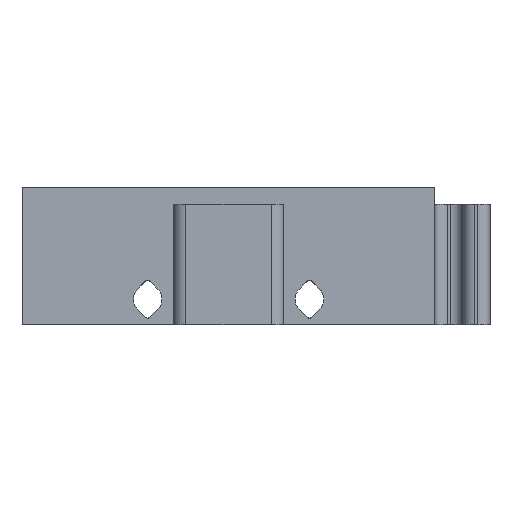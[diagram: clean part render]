
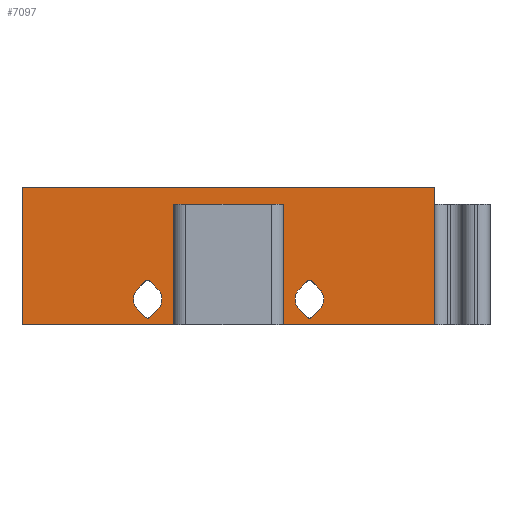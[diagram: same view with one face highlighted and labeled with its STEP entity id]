
A CAD part, left-side view. The second image highlights one B-rep face of the part: STEP entity #7097.
In plain terms, the highlighted planar face has unit normal (-1, 0, 0).
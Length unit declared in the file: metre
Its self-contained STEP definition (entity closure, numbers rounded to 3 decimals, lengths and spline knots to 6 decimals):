
#136=CIRCLE('',#7565,0.0004);
#146=CIRCLE('',#7591,0.002075);
#147=CIRCLE('',#7592,0.0004);
#148=CIRCLE('',#7593,0.002075);
#149=CIRCLE('',#7594,0.0004);
#150=CIRCLE('',#7595,0.002075);
#151=CIRCLE('',#7596,0.002075);
#152=CIRCLE('',#7597,0.0004);
#1291=ORIENTED_EDGE('',*,*,#3270,.F.);
#1292=ORIENTED_EDGE('',*,*,#3271,.T.);
#1293=ORIENTED_EDGE('',*,*,#3272,.F.);
#1294=ORIENTED_EDGE('',*,*,#3273,.T.);
#1295=ORIENTED_EDGE('',*,*,#3274,.T.);
#1296=ORIENTED_EDGE('',*,*,#3275,.T.);
#1297=ORIENTED_EDGE('',*,*,#3276,.T.);
#1298=ORIENTED_EDGE('',*,*,#3277,.T.);
#1299=ORIENTED_EDGE('',*,*,#3278,.T.);
#1300=ORIENTED_EDGE('',*,*,#2841,.F.);
#1301=ORIENTED_EDGE('',*,*,#3279,.T.);
#1302=ORIENTED_EDGE('',*,*,#3076,.T.);
#1303=ORIENTED_EDGE('',*,*,#3280,.F.);
#1304=ORIENTED_EDGE('',*,*,#3281,.F.);
#1305=ORIENTED_EDGE('',*,*,#3282,.T.);
#1306=ORIENTED_EDGE('',*,*,#3060,.T.);
#1307=ORIENTED_EDGE('',*,*,#3283,.F.);
#1308=ORIENTED_EDGE('',*,*,#3284,.T.);
#1309=ORIENTED_EDGE('',*,*,#3236,.F.);
#1310=ORIENTED_EDGE('',*,*,#3285,.F.);
#1311=ORIENTED_EDGE('',*,*,#3286,.F.);
#1312=ORIENTED_EDGE('',*,*,#3287,.F.);
#1313=ORIENTED_EDGE('',*,*,#3288,.F.);
#1314=ORIENTED_EDGE('',*,*,#3289,.T.);
#2841=EDGE_CURVE('',#3882,#3883,#4585,.F.);
#3060=EDGE_CURVE('',#4086,#4085,#4737,.F.);
#3076=EDGE_CURVE('',#4034,#4101,#4745,.F.);
#3236=EDGE_CURVE('',#4229,#4230,#136,.F.);
#3270=EDGE_CURVE('',#4255,#4256,#4872,.T.);
#3271=EDGE_CURVE('',#4255,#4257,#146,.T.);
#3272=EDGE_CURVE('',#4258,#4257,#4873,.T.);
#3273=EDGE_CURVE('',#4258,#4259,#147,.T.);
#3274=EDGE_CURVE('',#4259,#4260,#4874,.T.);
#3275=EDGE_CURVE('',#4260,#4261,#148,.T.);
#3276=EDGE_CURVE('',#4261,#4262,#4875,.T.);
#3277=EDGE_CURVE('',#4262,#4256,#149,.T.);
#3278=EDGE_CURVE('',#4085,#3883,#4876,.T.);
#3279=EDGE_CURVE('',#3882,#4034,#4877,.T.);
#3280=EDGE_CURVE('',#4263,#4101,#4878,.T.);
#3281=EDGE_CURVE('',#4264,#4263,#4879,.T.);
#3282=EDGE_CURVE('',#4264,#4086,#4880,.F.);
#3283=EDGE_CURVE('',#4265,#4266,#150,.F.);
#3284=EDGE_CURVE('',#4265,#4230,#4881,.T.);
#3285=EDGE_CURVE('',#4267,#4229,#4882,.T.);
#3286=EDGE_CURVE('',#4268,#4267,#151,.F.);
#3287=EDGE_CURVE('',#4269,#4268,#4883,.T.);
#3288=EDGE_CURVE('',#4270,#4269,#152,.F.);
#3289=EDGE_CURVE('',#4270,#4266,#4884,.T.);
#3882=VERTEX_POINT('',#10301);
#3883=VERTEX_POINT('',#10302);
#4034=VERTEX_POINT('',#10700);
#4085=VERTEX_POINT('',#10801);
#4086=VERTEX_POINT('',#10803);
#4101=VERTEX_POINT('',#10833);
#4229=VERTEX_POINT('',#11156);
#4230=VERTEX_POINT('',#11158);
#4255=VERTEX_POINT('',#11226);
#4256=VERTEX_POINT('',#11227);
#4257=VERTEX_POINT('',#11229);
#4258=VERTEX_POINT('',#11231);
#4259=VERTEX_POINT('',#11233);
#4260=VERTEX_POINT('',#11235);
#4261=VERTEX_POINT('',#11237);
#4262=VERTEX_POINT('',#11239);
#4263=VERTEX_POINT('',#11244);
#4264=VERTEX_POINT('',#11246);
#4265=VERTEX_POINT('',#11249);
#4266=VERTEX_POINT('',#11250);
#4267=VERTEX_POINT('',#11253);
#4268=VERTEX_POINT('',#11255);
#4269=VERTEX_POINT('',#11257);
#4270=VERTEX_POINT('',#11259);
#4585=LINE('',#10300,#5319);
#4737=LINE('',#10802,#5471);
#4745=LINE('',#10834,#5479);
#4872=LINE('',#11225,#5606);
#4873=LINE('',#11230,#5607);
#4874=LINE('',#11234,#5608);
#4875=LINE('',#11238,#5609);
#4876=LINE('',#11241,#5610);
#4877=LINE('',#11242,#5611);
#4878=LINE('',#11243,#5612);
#4879=LINE('',#11245,#5613);
#4880=LINE('',#11247,#5614);
#4881=LINE('',#11251,#5615);
#4882=LINE('',#11252,#5616);
#4883=LINE('',#11256,#5617);
#4884=LINE('',#11260,#5618);
#5319=VECTOR('',#8036,1.);
#5471=VECTOR('',#8334,1.);
#5479=VECTOR('',#8358,1.);
#5606=VECTOR('',#8707,1.);
#5607=VECTOR('',#8710,1.);
#5608=VECTOR('',#8713,1.);
#5609=VECTOR('',#8716,1.);
#5610=VECTOR('',#8719,1.);
#5611=VECTOR('',#8720,1.);
#5612=VECTOR('',#8721,1.);
#5613=VECTOR('',#8722,1.);
#5614=VECTOR('',#8723,1.);
#5615=VECTOR('',#8726,1.);
#5616=VECTOR('',#8727,1.);
#5617=VECTOR('',#8730,1.);
#5618=VECTOR('',#8733,1.);
#6112=EDGE_LOOP('',(#1291,#1292,#1293,#1294,#1295,#1296,#1297,#1298));
#6113=EDGE_LOOP('',(#1299,#1300,#1301,#1302,#1303,#1304,#1305,#1306));
#6114=EDGE_LOOP('',(#1307,#1308,#1309,#1310,#1311,#1312,#1313,#1314));
#6508=FACE_BOUND('',#6112,.T.);
#6509=FACE_BOUND('',#6113,.T.);
#6510=FACE_BOUND('',#6114,.T.);
#6830=PLANE('',#7590);
#7097=ADVANCED_FACE('',(#6508,#6509,#6510),#6830,.F.);
#7565=AXIS2_PLACEMENT_3D('',#11157,#8638,#8639);
#7590=AXIS2_PLACEMENT_3D('',#11224,#8705,#8706);
#7591=AXIS2_PLACEMENT_3D('',#11228,#8708,#8709);
#7592=AXIS2_PLACEMENT_3D('',#11232,#8711,#8712);
#7593=AXIS2_PLACEMENT_3D('',#11236,#8714,#8715);
#7594=AXIS2_PLACEMENT_3D('',#11240,#8717,#8718);
#7595=AXIS2_PLACEMENT_3D('',#11248,#8724,#8725);
#7596=AXIS2_PLACEMENT_3D('',#11254,#8728,#8729);
#7597=AXIS2_PLACEMENT_3D('',#11258,#8731,#8732);
#8036=DIRECTION('',(0.,1.,0.));
#8334=DIRECTION('',(0.,1.,0.));
#8358=DIRECTION('',(0.,1.,0.));
#8638=DIRECTION('',(1.,0.,0.));
#8639=DIRECTION('',(0.,1.,0.));
#8705=DIRECTION('',(1.,0.,0.));
#8706=DIRECTION('',(0.,1.,0.));
#8707=DIRECTION('',(0.,-0.707,-0.707));
#8708=DIRECTION('',(1.,0.,0.));
#8709=DIRECTION('',(0.,1.,0.));
#8710=DIRECTION('',(0.,0.707,-0.707));
#8711=DIRECTION('',(1.,0.,0.));
#8712=DIRECTION('',(0.,1.,0.));
#8713=DIRECTION('',(0.,-0.707,-0.707));
#8714=DIRECTION('',(1.,0.,0.));
#8715=DIRECTION('',(0.,1.,0.));
#8716=DIRECTION('',(0.,0.707,-0.707));
#8717=DIRECTION('',(1.,0.,0.));
#8718=DIRECTION('',(0.,1.,0.));
#8719=DIRECTION('',(0.,0.,1.));
#8720=DIRECTION('',(0.,0.,-1.));
#8721=DIRECTION('',(0.,0.,-1.));
#8722=DIRECTION('',(0.,1.,0.));
#8723=DIRECTION('',(0.,0.,1.));
#8724=DIRECTION('',(1.,0.,0.));
#8725=DIRECTION('',(0.,1.,0.));
#8726=DIRECTION('',(0.,0.707,-0.707));
#8727=DIRECTION('',(0.,-0.707,-0.707));
#8728=DIRECTION('',(1.,0.,0.));
#8729=DIRECTION('',(0.,1.,0.));
#8730=DIRECTION('',(0.,0.707,-0.707));
#8731=DIRECTION('',(1.,0.,0.));
#8732=DIRECTION('',(0.,1.,0.));
#8733=DIRECTION('',(0.,-0.707,-0.707));
#10300=CARTESIAN_POINT('',(1.410025,1.542111,0.38));
#10301=CARTESIAN_POINT('',(1.410025,1.65,0.38));
#10302=CARTESIAN_POINT('',(1.410025,1.590025,0.38));
#10700=CARTESIAN_POINT('',(1.410025,1.65,0.36));
#10801=CARTESIAN_POINT('',(1.410025,1.590025,0.36));
#10802=CARTESIAN_POINT('',(1.410025,1.542111,0.36));
#10803=CARTESIAN_POINT('',(1.410025,1.614222,0.36));
#10833=CARTESIAN_POINT('',(1.410025,1.625778,0.36));
#10834=CARTESIAN_POINT('',(1.410025,1.662111,0.36));
#11156=CARTESIAN_POINT('',(1.410025,1.608549,0.361082));
#11157=CARTESIAN_POINT('',(1.410025,1.608267,0.361365));
#11158=CARTESIAN_POINT('',(1.410025,1.607984,0.361082));
#11224=CARTESIAN_POINT('',(1.410025,1.542111,0.38));
#11225=CARTESIAN_POINT('',(1.410025,1.596523,0.325588));
#11226=CARTESIAN_POINT('',(1.410025,1.633201,0.362266));
#11227=CARTESIAN_POINT('',(1.410025,1.632016,0.361082));
#11228=CARTESIAN_POINT('',(1.410025,1.631733,0.363733));
#11229=CARTESIAN_POINT('',(1.410025,1.633201,0.365201));
#11230=CARTESIAN_POINT('',(1.410025,1.580256,0.418145));
#11231=CARTESIAN_POINT('',(1.410025,1.632016,0.366385));
#11232=CARTESIAN_POINT('',(1.410025,1.631733,0.366102));
#11233=CARTESIAN_POINT('',(1.410025,1.631451,0.366385));
#11234=CARTESIAN_POINT('',(1.410025,1.593588,0.328523));
#11235=CARTESIAN_POINT('',(1.410025,1.630266,0.365201));
#11236=CARTESIAN_POINT('',(1.410025,1.631733,0.363733));
#11237=CARTESIAN_POINT('',(1.410025,1.630266,0.362266));
#11238=CARTESIAN_POINT('',(1.410025,1.577322,0.415211));
#11239=CARTESIAN_POINT('',(1.410025,1.631451,0.361082));
#11240=CARTESIAN_POINT('',(1.410025,1.631733,0.361365));
#11241=CARTESIAN_POINT('',(1.410025,1.590025,0.38));
#11242=CARTESIAN_POINT('',(1.410025,1.65,0.38));
#11243=CARTESIAN_POINT('',(1.410025,1.625778,0.38));
#11244=CARTESIAN_POINT('',(1.410025,1.625778,0.3775));
#11245=CARTESIAN_POINT('',(1.410025,1.662111,0.3775));
#11246=CARTESIAN_POINT('',(1.410025,1.614222,0.3775));
#11247=CARTESIAN_POINT('',(1.410025,1.614222,0.38));
#11248=CARTESIAN_POINT('',(1.410025,1.608267,0.363733));
#11249=CARTESIAN_POINT('',(1.410025,1.606799,0.362266));
#11250=CARTESIAN_POINT('',(1.410025,1.606799,0.365201));
#11251=CARTESIAN_POINT('',(1.410025,1.565588,0.403477));
#11252=CARTESIAN_POINT('',(1.410025,1.584789,0.337322));
#11253=CARTESIAN_POINT('',(1.410025,1.609734,0.362266));
#11254=CARTESIAN_POINT('',(1.410025,1.608267,0.363733));
#11255=CARTESIAN_POINT('',(1.410025,1.609734,0.365201));
#11256=CARTESIAN_POINT('',(1.410025,1.568523,0.406412));
#11257=CARTESIAN_POINT('',(1.410025,1.608549,0.366385));
#11258=CARTESIAN_POINT('',(1.410025,1.608267,0.366102));
#11259=CARTESIAN_POINT('',(1.410025,1.607984,0.366385));
#11260=CARTESIAN_POINT('',(1.410025,1.581855,0.340256));
